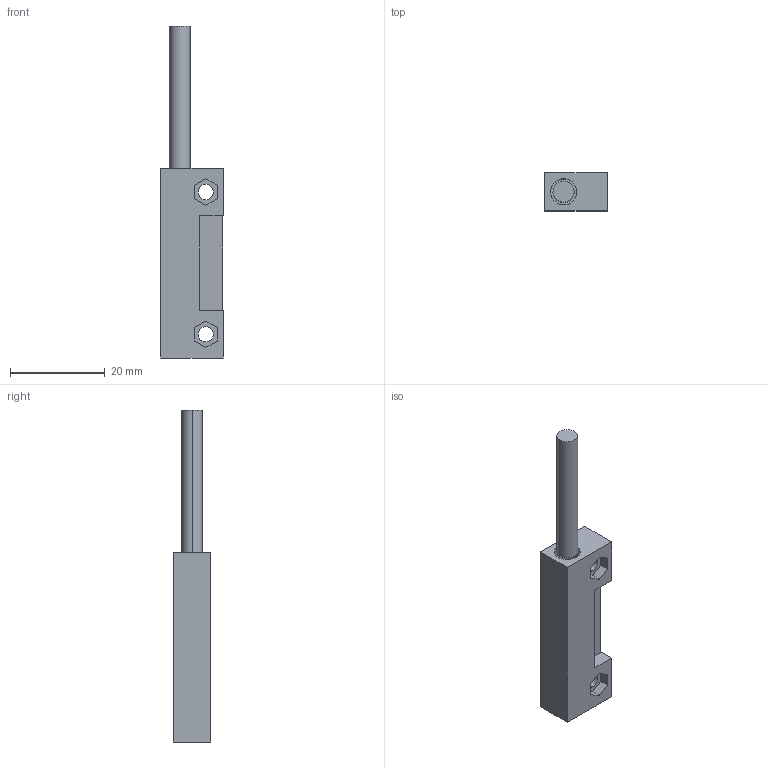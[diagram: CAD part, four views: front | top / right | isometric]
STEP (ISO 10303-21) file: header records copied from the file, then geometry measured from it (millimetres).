
FILE_DESCRIPTION (( 'STEP AP214' ), '1' );
FILE_NAME ('E52x.STEP', '2021-12-30T09:20:26', ( '' ), ( '' ), 'SwSTEP 2.0', 'SolidWorks 2021', '' );
FILE_SCHEMA (( 'AUTOMOTIVE_DESIGN' ));
Length unit declared in the file: millimetre
Products named in the file (2): Corpo_0-4; E52x
Assembly tree (1 placements, depth 2):
  E52x
    Corpo_0-4
Bounding box: 13.2 x 8 x 70 mm (x, y, z)
Volume: 3011.5 mm3; surface area: 3211.4 mm2
Topology: 2 solids, 2 shells, 56 faces, 138 edges, 92 vertices
Faces by surface type: plane 46, cylinder 10
Entity records: 1714 total; most frequent: CARTESIAN_POINT 290, DIRECTION 278, ORIENTED_EDGE 276, EDGE_CURVE 138, LINE 118, VECTOR 118, VERTEX_POINT 92, AXIS2_PLACEMENT_3D 80
